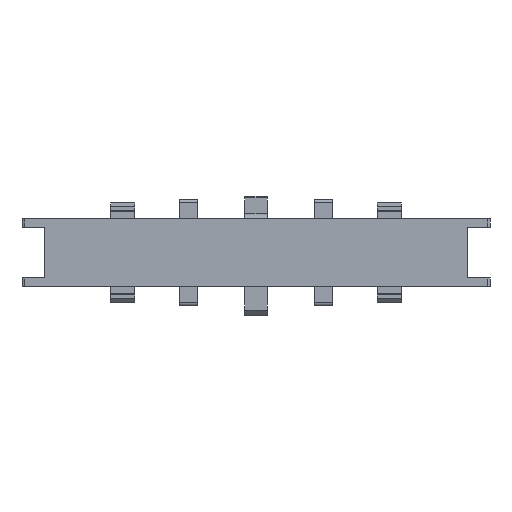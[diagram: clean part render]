
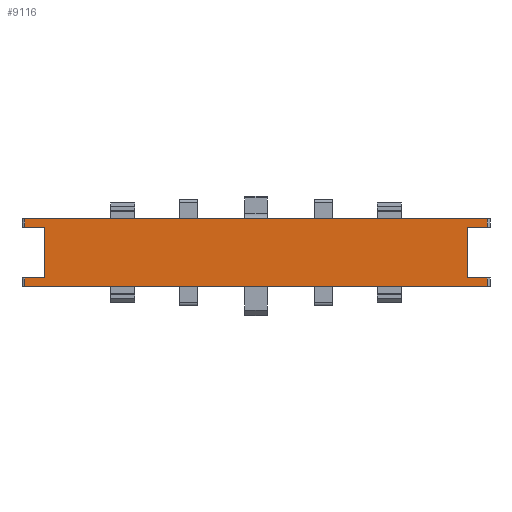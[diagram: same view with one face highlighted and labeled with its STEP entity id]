
A CAD part, front view. The second image highlights one B-rep face of the part: STEP entity #9116.
In plain terms, the highlighted planar face has unit normal (0, -1, 0).
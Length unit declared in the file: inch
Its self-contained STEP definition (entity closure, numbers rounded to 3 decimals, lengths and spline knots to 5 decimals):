
#39 = ORIENTED_EDGE ( 'NONE', *, *, #846, .F. ) ;
#54 = CARTESIAN_POINT ( 'NONE',  ( 1.61417, -1.87008, 0.17717 ) ) ;
#323 = CARTESIAN_POINT ( 'NONE',  ( 1.47638, -1.87008, -0.17717 ) ) ;
#428 = EDGE_CURVE ( 'NONE', #5053, #1219, #5489, .T. ) ;
#504 = CARTESIAN_POINT ( 'NONE',  ( 1.61417, -1.87008, -0.23622 ) ) ;
#561 = DIRECTION ( 'NONE',  ( 0., 0., 1. ) ) ;
#571 = CARTESIAN_POINT ( 'NONE',  ( -1.61417, -1.87008, -0.17717 ) ) ;
#587 = VERTEX_POINT ( 'NONE', #9252 ) ;
#762 = CARTESIAN_POINT ( 'NONE',  ( 1.47638, -1.87008, -0.17717 ) ) ;
#763 = ORIENTED_EDGE ( 'NONE', *, *, #4590, .F. ) ;
#846 = EDGE_CURVE ( 'NONE', #2612, #587, #10737, .T. ) ;
#935 = VECTOR ( 'NONE', #561, 39.37008 ) ;
#1219 = VERTEX_POINT ( 'NONE', #762 ) ;
#1560 = VERTEX_POINT ( 'NONE', #10270 ) ;
#1744 = DIRECTION ( 'NONE',  ( 1., 0., 0. ) ) ;
#1756 = VECTOR ( 'NONE', #4425, 39.37008 ) ;
#1852 = VECTOR ( 'NONE', #5530, 39.37008 ) ;
#2078 = ORIENTED_EDGE ( 'NONE', *, *, #3444, .F. ) ;
#2228 = ORIENTED_EDGE ( 'NONE', *, *, #4575, .T. ) ;
#2299 = ORIENTED_EDGE ( 'NONE', *, *, #9992, .F. ) ;
#2305 = DIRECTION ( 'NONE',  ( 0., 0., 1. ) ) ;
#2612 = VERTEX_POINT ( 'NONE', #571 ) ;
#2617 = DIRECTION ( 'NONE',  ( 1., 0., 0. ) ) ;
#2672 = VECTOR ( 'NONE', #2617, 39.37008 ) ;
#2745 = EDGE_CURVE ( 'NONE', #6713, #1560, #5294, .T. ) ;
#2790 = EDGE_LOOP ( 'NONE', ( #6536, #2228, #2078, #8214, #10112, #6830, #11181, #2299, #39, #763, #9524, #4422 ) ) ;
#3062 = CARTESIAN_POINT ( 'NONE',  ( -1.61417, -1.87008, 0.17717 ) ) ;
#3286 = VECTOR ( 'NONE', #2305, 39.37008 ) ;
#3299 = CARTESIAN_POINT ( 'NONE',  ( -1.61417, -1.87008, -0.23622 ) ) ;
#3350 = DIRECTION ( 'NONE',  ( 1., 0., 0. ) ) ;
#3372 = CARTESIAN_POINT ( 'NONE',  ( -1.47638, -1.87008, -0.17717 ) ) ;
#3410 = LINE ( 'NONE', #3299, #7049 ) ;
#3444 = EDGE_CURVE ( 'NONE', #6713, #4524, #5775, .T. ) ;
#3530 = VERTEX_POINT ( 'NONE', #3062 ) ;
#3605 = VECTOR ( 'NONE', #1744, 39.37008 ) ;
#3690 = CARTESIAN_POINT ( 'NONE',  ( -1.61417, -1.87008, -0.23622 ) ) ;
#3891 = DIRECTION ( 'NONE',  ( 0., 0., 1. ) ) ;
#3928 = EDGE_CURVE ( 'NONE', #3530, #9784, #8055, .T. ) ;
#4176 = LINE ( 'NONE', #11232, #3605 ) ;
#4313 = CARTESIAN_POINT ( 'NONE',  ( -1.61417, -1.87008, 0.23622 ) ) ;
#4422 = ORIENTED_EDGE ( 'NONE', *, *, #11573, .T. ) ;
#4425 = DIRECTION ( 'NONE',  ( 0., 0., 1. ) ) ;
#4474 = CARTESIAN_POINT ( 'NONE',  ( -1.63386, -1.87008, 0.17717 ) ) ;
#4497 = CARTESIAN_POINT ( 'NONE',  ( 1.47638, -1.87008, 0.17717 ) ) ;
#4523 = DIRECTION ( 'NONE',  ( 0., 0., -1. ) ) ;
#4524 = VERTEX_POINT ( 'NONE', #4497 ) ;
#4575 = EDGE_CURVE ( 'NONE', #1219, #4524, #8424, .T. ) ;
#4590 = EDGE_CURVE ( 'NONE', #5984, #2612, #9082, .T. ) ;
#4927 = VERTEX_POINT ( 'NONE', #4313 ) ;
#5014 = DIRECTION ( 'NONE',  ( -1., 0., 0. ) ) ;
#5053 = VERTEX_POINT ( 'NONE', #5112 ) ;
#5112 = CARTESIAN_POINT ( 'NONE',  ( 1.61417, -1.87008, -0.17717 ) ) ;
#5270 = VECTOR ( 'NONE', #5014, 39.37008 ) ;
#5294 = LINE ( 'NONE', #8894, #1756 ) ;
#5409 = PLANE ( 'NONE',  #7224 ) ;
#5489 = LINE ( 'NONE', #7266, #8492 ) ;
#5530 = DIRECTION ( 'NONE',  ( 1., 0., 0. ) ) ;
#5580 = FACE_OUTER_BOUND ( 'NONE', #2790, .T. ) ;
#5634 = LINE ( 'NONE', #8998, #6841 ) ;
#5660 = EDGE_CURVE ( 'NONE', #4927, #1560, #4176, .T. ) ;
#5775 = LINE ( 'NONE', #11363, #5270 ) ;
#5984 = VERTEX_POINT ( 'NONE', #8635 ) ;
#6432 = CARTESIAN_POINT ( 'NONE',  ( -1.61417, -1.87008, -0.23622 ) ) ;
#6536 = ORIENTED_EDGE ( 'NONE', *, *, #428, .T. ) ;
#6713 = VERTEX_POINT ( 'NONE', #54 ) ;
#6830 = ORIENTED_EDGE ( 'NONE', *, *, #9049, .F. ) ;
#6841 = VECTOR ( 'NONE', #10988, 39.37008 ) ;
#7049 = VECTOR ( 'NONE', #3350, 39.37008 ) ;
#7224 = AXIS2_PLACEMENT_3D ( 'NONE', #3690, #8286, #4523 ) ;
#7266 = CARTESIAN_POINT ( 'NONE',  ( 1.63386, -1.87008, -0.17717 ) ) ;
#7668 = LINE ( 'NONE', #3372, #3286 ) ;
#8055 = LINE ( 'NONE', #4474, #1852 ) ;
#8214 = ORIENTED_EDGE ( 'NONE', *, *, #2745, .T. ) ;
#8286 = DIRECTION ( 'NONE',  ( 0., -1., 0. ) ) ;
#8424 = LINE ( 'NONE', #323, #9205 ) ;
#8492 = VECTOR ( 'NONE', #9083, 39.37008 ) ;
#8635 = CARTESIAN_POINT ( 'NONE',  ( -1.61417, -1.87008, -0.23622 ) ) ;
#8894 = CARTESIAN_POINT ( 'NONE',  ( 1.61417, -1.87008, -0.23622 ) ) ;
#8940 = EDGE_CURVE ( 'NONE', #5984, #11369, #3410, .T. ) ;
#8998 = CARTESIAN_POINT ( 'NONE',  ( -1.61417, -1.87008, -0.23622 ) ) ;
#9049 = EDGE_CURVE ( 'NONE', #3530, #4927, #5634, .T. ) ;
#9082 = LINE ( 'NONE', #6432, #11463 ) ;
#9083 = DIRECTION ( 'NONE',  ( -1., 0., 0. ) ) ;
#9116 = ADVANCED_FACE ( 'NONE', ( #5580 ), #5409, .T. ) ;
#9205 = VECTOR ( 'NONE', #10889, 39.37008 ) ;
#9252 = CARTESIAN_POINT ( 'NONE',  ( -1.47638, -1.87008, -0.17717 ) ) ;
#9524 = ORIENTED_EDGE ( 'NONE', *, *, #8940, .T. ) ;
#9784 = VERTEX_POINT ( 'NONE', #11664 ) ;
#9992 = EDGE_CURVE ( 'NONE', #587, #9784, #7668, .T. ) ;
#10112 = ORIENTED_EDGE ( 'NONE', *, *, #5660, .F. ) ;
#10117 = CARTESIAN_POINT ( 'NONE',  ( 1.61417, -1.87008, -0.23622 ) ) ;
#10270 = CARTESIAN_POINT ( 'NONE',  ( 1.61417, -1.87008, 0.23622 ) ) ;
#10737 = LINE ( 'NONE', #10802, #2672 ) ;
#10802 = CARTESIAN_POINT ( 'NONE',  ( -1.63386, -1.87008, -0.17717 ) ) ;
#10889 = DIRECTION ( 'NONE',  ( 0., 0., 1. ) ) ;
#10988 = DIRECTION ( 'NONE',  ( 0., 0., 1. ) ) ;
#11181 = ORIENTED_EDGE ( 'NONE', *, *, #3928, .T. ) ;
#11232 = CARTESIAN_POINT ( 'NONE',  ( -1.61417, -1.87008, 0.23622 ) ) ;
#11299 = LINE ( 'NONE', #504, #935 ) ;
#11363 = CARTESIAN_POINT ( 'NONE',  ( 1.63386, -1.87008, 0.17717 ) ) ;
#11369 = VERTEX_POINT ( 'NONE', #10117 ) ;
#11463 = VECTOR ( 'NONE', #3891, 39.37008 ) ;
#11573 = EDGE_CURVE ( 'NONE', #11369, #5053, #11299, .T. ) ;
#11664 = CARTESIAN_POINT ( 'NONE',  ( -1.47638, -1.87008, 0.17717 ) ) ;
